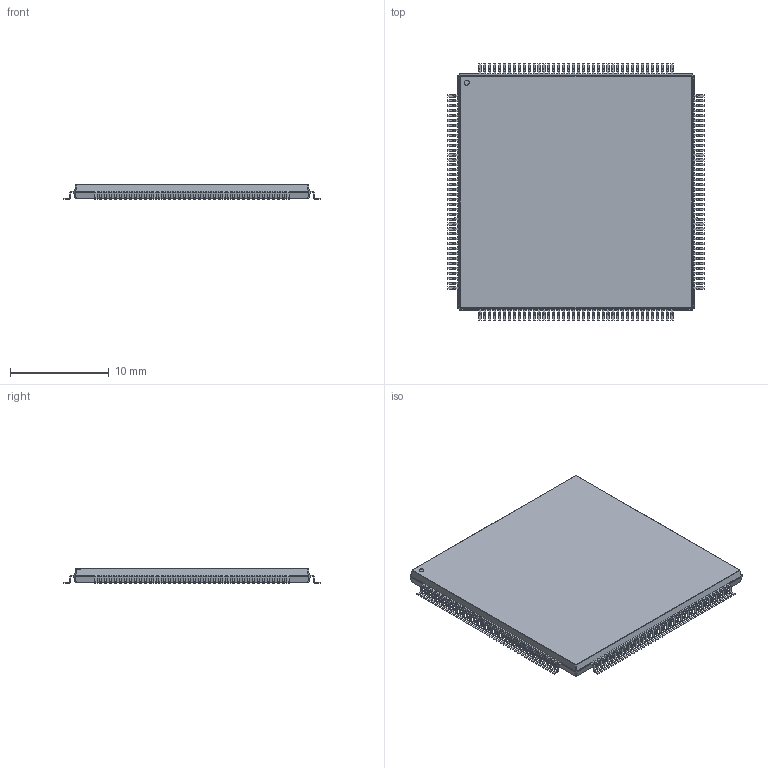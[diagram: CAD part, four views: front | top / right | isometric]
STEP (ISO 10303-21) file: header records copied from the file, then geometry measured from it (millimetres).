
FILE_DESCRIPTION(/* description */ ('model of LQFP-160_24x24mm_P0.5mm'),/* implementation_level */ '2;1');
FILE_NAME(/* name */ 'LQFP-160_24x24mm_P0.5mm.step',/* time_stamp */ '2017-12-17T23:27:34',/* author */ ('kicad StepUp','ksu'),/* organization */ ('FreeCAD'),/* preprocessor_version */ 'OCC',/* originating_system */ 'kicad StepUp',/* authorisation */ '');
FILE_SCHEMA(('AUTOMOTIVE_DESIGN { 1 0 10303 214 1 1 1 1 }'));
Products named in the file (1): LQFP_160_24x24mm_P05mm
Bounding box: 26 x 26 x 1.5 mm (x, y, z)
Volume: 798.8 mm3; surface area: 1426.3 mm2
Topology: 1 solids, 1 shells, 2444 faces, 6651 edges, 4210 vertices
Faces by surface type: plane 1611, cylinder 641, bspline 192
Full cylindrical faces by diameter (mm): 0.5 x1
Entity records: 95607 total; most frequent: CARTESIAN_POINT 16666, ORIENTED_EDGE 13302, DIRECTION 12383, EDGE_CURVE 6651, LINE 5313, VECTOR 5313, VERTEX_POINT 4210, AXIS2_PLACEMENT_3D 3535
